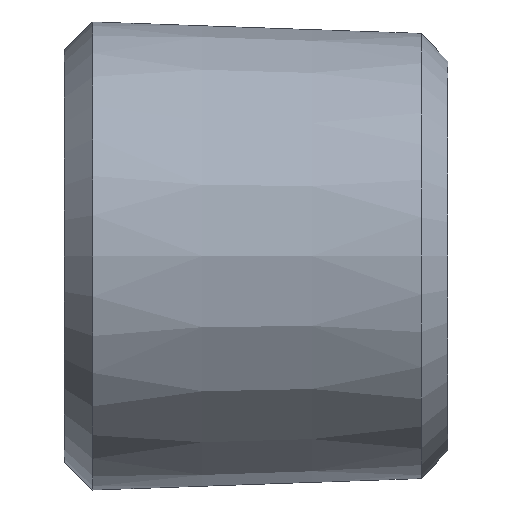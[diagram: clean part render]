
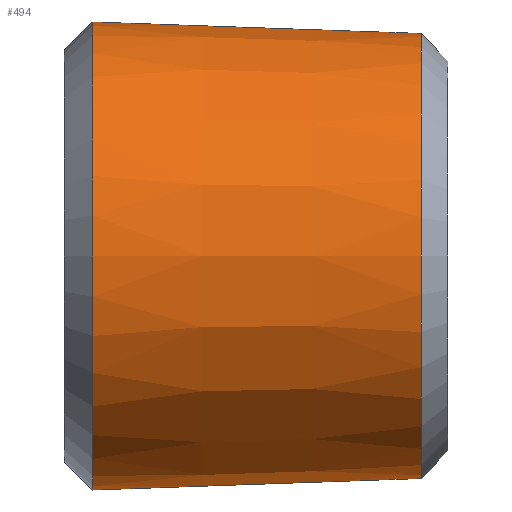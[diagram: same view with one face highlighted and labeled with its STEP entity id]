
A CAD part, front view. The second image highlights one B-rep face of the part: STEP entity #494.
In plain terms, the highlighted conical face has half-angle 2 degrees and reference radius 5.947 mm.
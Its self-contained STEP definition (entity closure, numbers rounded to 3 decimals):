
#98=FACE_BOUND('',#187,.T.);
#150=FACE_OUTER_BOUND('',#186,.T.);
#186=EDGE_LOOP('',(#450));
#187=EDGE_LOOP('',(#451));
#212=CIRCLE('',#549,6.096);
#213=CIRCLE('',#551,5.797);
#254=VERTEX_POINT('',#849);
#255=VERTEX_POINT('',#852);
#320=EDGE_CURVE('',#254,#254,#212,.T.);
#321=EDGE_CURVE('',#255,#255,#213,.T.);
#450=ORIENTED_EDGE('',*,*,#320,.T.);
#451=ORIENTED_EDGE('',*,*,#321,.F.);
#463=CONICAL_SURFACE('',#550,5.947,2.);
#494=ADVANCED_FACE('',(#150,#98),#463,.T.);
#549=AXIS2_PLACEMENT_3D('',#850,#693,#694);
#550=AXIS2_PLACEMENT_3D('',#851,#695,#696);
#551=AXIS2_PLACEMENT_3D('',#853,#697,#698);
#693=DIRECTION('center_axis',(1.,0.,0.));
#694=DIRECTION('ref_axis',(0.,-1.,0.));
#695=DIRECTION('center_axis',(-1.,0.,0.));
#696=DIRECTION('ref_axis',(0.,1.,0.));
#697=DIRECTION('center_axis',(1.,0.,0.));
#698=DIRECTION('ref_axis',(0.,-1.,0.));
#849=CARTESIAN_POINT('',(0.75,6.096,0.));
#850=CARTESIAN_POINT('Origin',(0.75,0.,0.));
#851=CARTESIAN_POINT('Origin',(5.025,0.,0.));
#852=CARTESIAN_POINT('',(9.301,-5.797,0.));
#853=CARTESIAN_POINT('Origin',(9.301,0.,0.));
